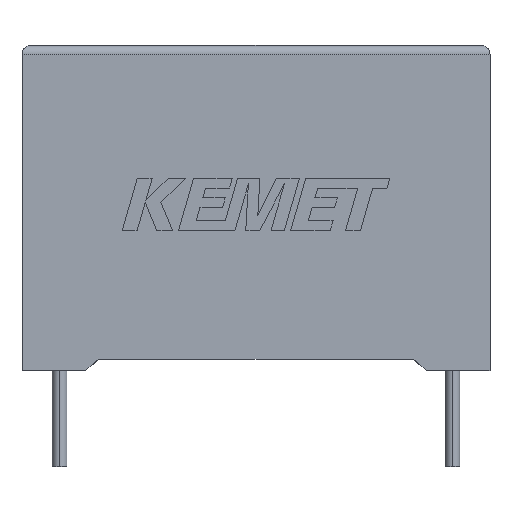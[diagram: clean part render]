
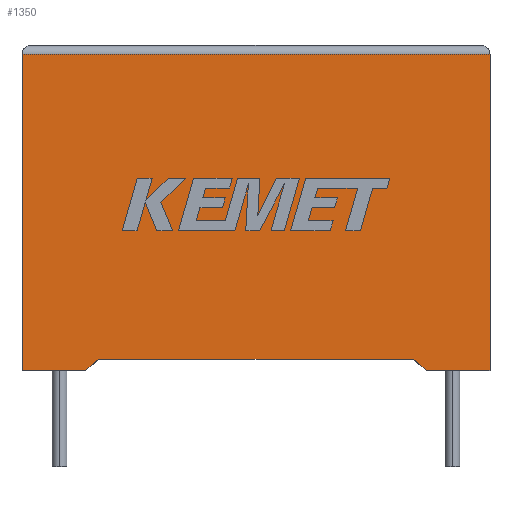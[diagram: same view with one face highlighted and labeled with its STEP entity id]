
A CAD part, top view. The second image highlights one B-rep face of the part: STEP entity #1350.
In plain terms, the highlighted planar face has unit normal (0, 0, 1).
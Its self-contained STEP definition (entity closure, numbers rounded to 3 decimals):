
#5 = ORIENTED_EDGE ( 'NONE', *, *, #1312, .T. ) ;
#32 = VERTEX_POINT ( 'NONE', #2197 ) ;
#60 = DIRECTION ( 'NONE',  ( 0., 0., -1. ) ) ;
#95 = ORIENTED_EDGE ( 'NONE', *, *, #1204, .T. ) ;
#128 = CARTESIAN_POINT ( 'NONE',  ( 0., 18.1, 10.2 ) ) ;
#144 = CARTESIAN_POINT ( 'NONE',  ( 3.65, 0., 10.2 ) ) ;
#179 = VECTOR ( 'NONE', #2462, 1000. ) ;
#191 = DIRECTION ( 'NONE',  ( 0., 1., 0. ) ) ;
#220 = CARTESIAN_POINT ( 'NONE',  ( 26.8, 0., 10.2 ) ) ;
#224 = EDGE_CURVE ( 'NONE', #681, #866, #1626, .T. ) ;
#256 = EDGE_LOOP ( 'NONE', ( #706, #95, #311, #1215, #2226, #688, #493, #5 ) ) ;
#311 = ORIENTED_EDGE ( 'NONE', *, *, #224, .T. ) ;
#355 = CARTESIAN_POINT ( 'NONE',  ( 26.8, 18.1, 10.2 ) ) ;
#392 = LINE ( 'NONE', #220, #2754 ) ;
#480 = CARTESIAN_POINT ( 'NONE',  ( 23.15, 0., 10.2 ) ) ;
#493 = ORIENTED_EDGE ( 'NONE', *, *, #2282, .T. ) ;
#515 = VECTOR ( 'NONE', #2457, 1000. ) ;
#517 = CARTESIAN_POINT ( 'NONE',  ( 26.8, 0., 10.2 ) ) ;
#537 = LINE ( 'NONE', #947, #515 ) ;
#598 = LINE ( 'NONE', #1996, #659 ) ;
#659 = VECTOR ( 'NONE', #1268, 1000. ) ;
#681 = VERTEX_POINT ( 'NONE', #128 ) ;
#688 = ORIENTED_EDGE ( 'NONE', *, *, #1814, .F. ) ;
#706 = ORIENTED_EDGE ( 'NONE', *, *, #2645, .T. ) ;
#786 = VERTEX_POINT ( 'NONE', #144 ) ;
#866 = VERTEX_POINT ( 'NONE', #1437 ) ;
#871 = LINE ( 'NONE', #1817, #2851 ) ;
#885 = LINE ( 'NONE', #1142, #2639 ) ;
#947 = CARTESIAN_POINT ( 'NONE',  ( 13.4, 0.641, 10.2 ) ) ;
#1004 = CARTESIAN_POINT ( 'NONE',  ( 0., 0., 10.2 ) ) ;
#1142 = CARTESIAN_POINT ( 'NONE',  ( 0., 0., 10.2 ) ) ;
#1204 = EDGE_CURVE ( 'NONE', #1508, #681, #598, .T. ) ;
#1215 = ORIENTED_EDGE ( 'NONE', *, *, #2198, .T. ) ;
#1268 = DIRECTION ( 'NONE',  ( -1., 0., 0. ) ) ;
#1312 = EDGE_CURVE ( 'NONE', #2084, #1866, #885, .T. ) ;
#1319 = VECTOR ( 'NONE', #2569, 1000. ) ;
#1350 = ADVANCED_FACE ( 'NONE', ( #2680 ), #1524, .F. ) ;
#1376 = CARTESIAN_POINT ( 'NONE',  ( 4.394, 0.641, 10.2 ) ) ;
#1415 = CARTESIAN_POINT ( 'NONE',  ( 0., 0., 10.2 ) ) ;
#1437 = CARTESIAN_POINT ( 'NONE',  ( 0., 0., 10.2 ) ) ;
#1479 = EDGE_CURVE ( 'NONE', #2286, #786, #871, .T. ) ;
#1508 = VERTEX_POINT ( 'NONE', #355 ) ;
#1524 = PLANE ( 'NONE',  #2580 ) ;
#1626 = LINE ( 'NONE', #1415, #1319 ) ;
#1814 = EDGE_CURVE ( 'NONE', #32, #2286, #537, .T. ) ;
#1817 = CARTESIAN_POINT ( 'NONE',  ( 3.65, 0., 10.2 ) ) ;
#1866 = VERTEX_POINT ( 'NONE', #517 ) ;
#1994 = CARTESIAN_POINT ( 'NONE',  ( 23.15, 0., 10.2 ) ) ;
#1996 = CARTESIAN_POINT ( 'NONE',  ( 0., 18.1, 10.2 ) ) ;
#2084 = VERTEX_POINT ( 'NONE', #1994 ) ;
#2173 = CARTESIAN_POINT ( 'NONE',  ( 0., 0., 10.2 ) ) ;
#2197 = CARTESIAN_POINT ( 'NONE',  ( 22.406, 0.641, 10.2 ) ) ;
#2198 = EDGE_CURVE ( 'NONE', #866, #786, #2927, .T. ) ;
#2226 = ORIENTED_EDGE ( 'NONE', *, *, #1479, .F. ) ;
#2282 = EDGE_CURVE ( 'NONE', #32, #2084, #2593, .T. ) ;
#2286 = VERTEX_POINT ( 'NONE', #1376 ) ;
#2457 = DIRECTION ( 'NONE',  ( -1., 0., 0. ) ) ;
#2462 = DIRECTION ( 'NONE',  ( 1., 0., 0. ) ) ;
#2526 = DIRECTION ( 'NONE',  ( -0.758, -0.653, 0. ) ) ;
#2569 = DIRECTION ( 'NONE',  ( 0., -1., 0. ) ) ;
#2576 = DIRECTION ( 'NONE',  ( 0.758, -0.653, 0. ) ) ;
#2580 = AXIS2_PLACEMENT_3D ( 'NONE', #2173, #60, #2900 ) ;
#2587 = VECTOR ( 'NONE', #2576, 1000. ) ;
#2593 = LINE ( 'NONE', #480, #2587 ) ;
#2639 = VECTOR ( 'NONE', #2670, 1000. ) ;
#2645 = EDGE_CURVE ( 'NONE', #1866, #1508, #392, .T. ) ;
#2670 = DIRECTION ( 'NONE',  ( 1., 0., 0. ) ) ;
#2680 = FACE_OUTER_BOUND ( 'NONE', #256, .T. ) ;
#2754 = VECTOR ( 'NONE', #191, 1000. ) ;
#2851 = VECTOR ( 'NONE', #2526, 1000. ) ;
#2900 = DIRECTION ( 'NONE',  ( -1., 0., 0. ) ) ;
#2927 = LINE ( 'NONE', #1004, #179 ) ;
